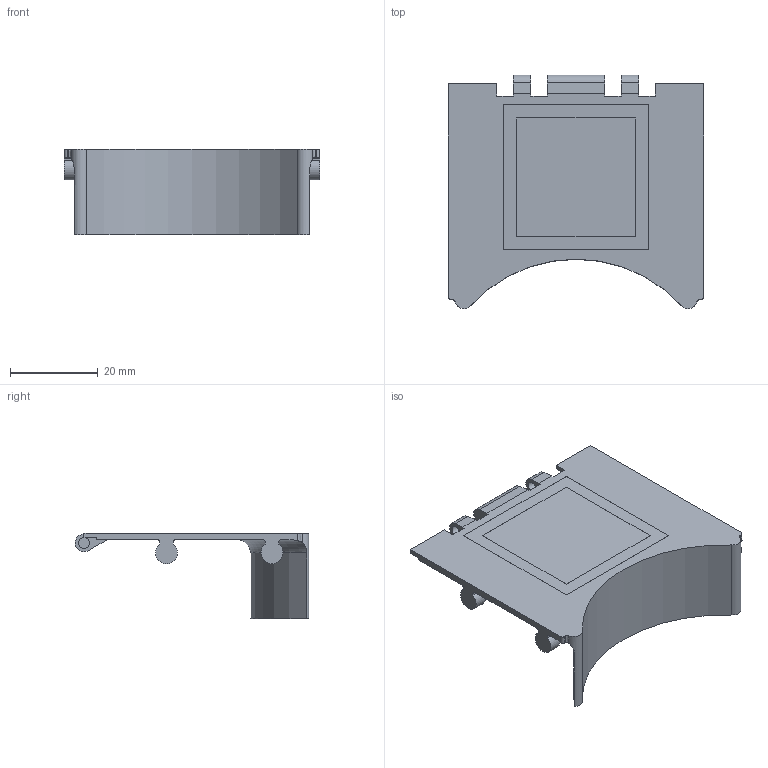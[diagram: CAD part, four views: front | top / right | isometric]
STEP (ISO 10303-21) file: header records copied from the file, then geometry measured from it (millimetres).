
FILE_DESCRIPTION(/* description */ (''),/* implementation_level */ '2;1');
FILE_NAME(/* name */ 'cover_side_base.stp',/* time_stamp */ '2025-05-20T18:06:58+09:00',/* author */ ('hibik'),/* organization */ (''),/* preprocessor_version */ 'ST-DEVELOPER v20',/* originating_system */ 'Autodesk Inventor 2024',/* authorisation */ '');
FILE_SCHEMA (('AUTOMOTIVE_DESIGN { 1 0 10303 214 3 1 1 }'));
Length unit declared in the file: millimetre
Products named in the file (1): cover_side_base
Bounding box: 58 x 53.11 x 19.5 mm (x, y, z)
Volume: 6517.4 mm3; surface area: 8089.6 mm2
Topology: 1 solids, 1 shells, 79 faces, 227 edges, 152 vertices
Faces by surface type: plane 51, cylinder 23, bspline 4, torus 1
Full cylindrical faces by diameter (mm): 2.5 x2
Entity records: 2795 total; most frequent: CARTESIAN_POINT 648, ORIENTED_EDGE 454, DIRECTION 409, EDGE_CURVE 227, LINE 163, VECTOR 163, VERTEX_POINT 152, AXIS2_PLACEMENT_3D 123
